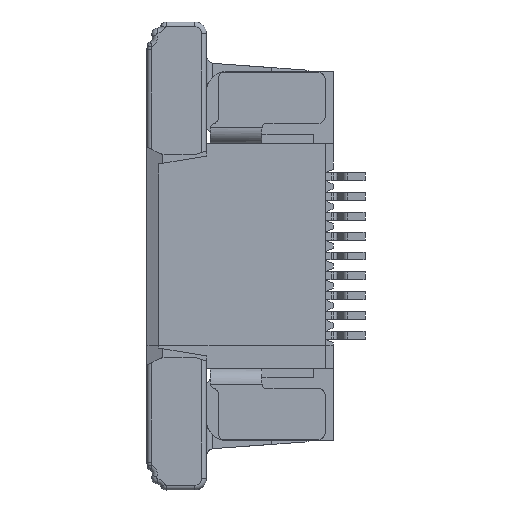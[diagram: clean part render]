
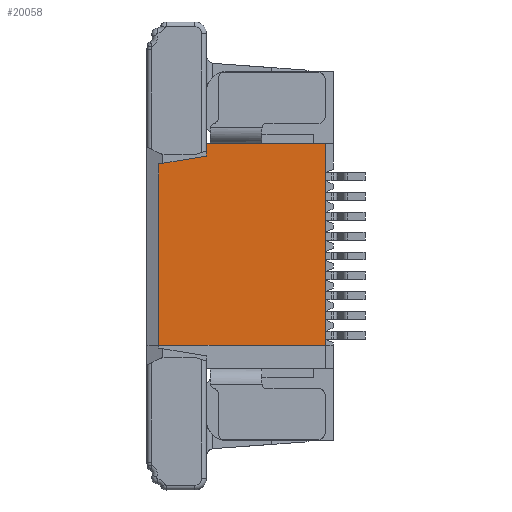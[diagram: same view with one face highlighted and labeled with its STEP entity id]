
A CAD part, left-side view. The second image highlights one B-rep face of the part: STEP entity #20058.
In plain terms, the highlighted planar face has unit normal (-1, 0, 0).
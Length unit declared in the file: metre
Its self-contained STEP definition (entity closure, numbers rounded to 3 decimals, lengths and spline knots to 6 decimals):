
#6915=ORIENTED_EDGE('',*,*,#10075,.T.);
#6916=ORIENTED_EDGE('',*,*,#10076,.T.);
#6917=ORIENTED_EDGE('',*,*,#10069,.T.);
#6918=ORIENTED_EDGE('',*,*,#9985,.F.);
#6919=ORIENTED_EDGE('',*,*,#9807,.F.);
#6920=ORIENTED_EDGE('',*,*,#9804,.F.);
#9804=EDGE_CURVE('',#11785,#11786,#13778,.T.);
#9807=EDGE_CURVE('',#11786,#11787,#13781,.T.);
#9985=EDGE_CURVE('',#11787,#11894,#13959,.T.);
#10069=EDGE_CURVE('',#11939,#11894,#14025,.T.);
#10075=EDGE_CURVE('',#11785,#11943,#14031,.T.);
#10076=EDGE_CURVE('',#11943,#11939,#14032,.T.);
#11785=VERTEX_POINT('',#33311);
#11786=VERTEX_POINT('',#33313);
#11787=VERTEX_POINT('',#33318);
#11894=VERTEX_POINT('',#33673);
#11939=VERTEX_POINT('',#33842);
#11943=VERTEX_POINT('',#33853);
#13778=LINE('',#33312,#15991);
#13781=LINE('',#33317,#15994);
#13959=LINE('',#33672,#16172);
#14025=LINE('',#33841,#16238);
#14031=LINE('',#33852,#16244);
#14032=LINE('',#33854,#16245);
#15991=VECTOR('',#27168,1.);
#15994=VECTOR('',#27173,1.);
#16172=VECTOR('',#27491,1.);
#16238=VECTOR('',#27673,1.);
#16244=VECTOR('',#27681,1.);
#16245=VECTOR('',#27682,1.);
#17374=EDGE_LOOP('',(#6915,#6916,#6917,#6918,#6919,#6920));
#18391=FACE_BOUND('',#17374,.T.);
#19079=PLANE('',#22334);
#20058=ADVANCED_FACE('',(#18391),#19079,.F.);
#22334=AXIS2_PLACEMENT_3D('',#33851,#27679,#27680);
#27168=DIRECTION('',(0.,-0.986,0.164));
#27173=DIRECTION('',(0.,0.,1.));
#27491=DIRECTION('',(0.,-1.,0.));
#27673=DIRECTION('',(0.,0.,1.));
#27679=DIRECTION('',(1.,0.,0.));
#27680=DIRECTION('',(0.,-1.,0.));
#27681=DIRECTION('',(0.,0.,-1.));
#27682=DIRECTION('',(0.,-1.,0.));
#33311=CARTESIAN_POINT('',(0.014475,0.008413,0.01157));
#33312=CARTESIAN_POINT('',(0.014475,0.008413,0.01157));
#33313=CARTESIAN_POINT('',(0.014475,0.007213,0.01177));
#33317=CARTESIAN_POINT('',(0.014475,0.007213,0.0085));
#33318=CARTESIAN_POINT('',(0.014475,0.007213,0.012085));
#33672=CARTESIAN_POINT('',(0.014475,0.007213,0.012085));
#33673=CARTESIAN_POINT('',(0.014475,0.004213,0.012085));
#33841=CARTESIAN_POINT('',(0.014475,0.004213,0.000915));
#33842=CARTESIAN_POINT('',(0.014475,0.004213,0.007));
#33851=CARTESIAN_POINT('',(0.014475,0.006313,0.0045));
#33852=CARTESIAN_POINT('',(0.014475,0.008413,0.01157));
#33853=CARTESIAN_POINT('',(0.014475,0.008413,0.007));
#33854=CARTESIAN_POINT('',(0.014475,0.006313,0.007));
